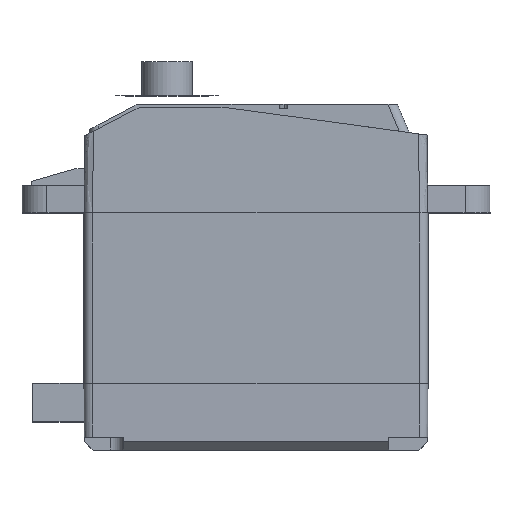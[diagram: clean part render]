
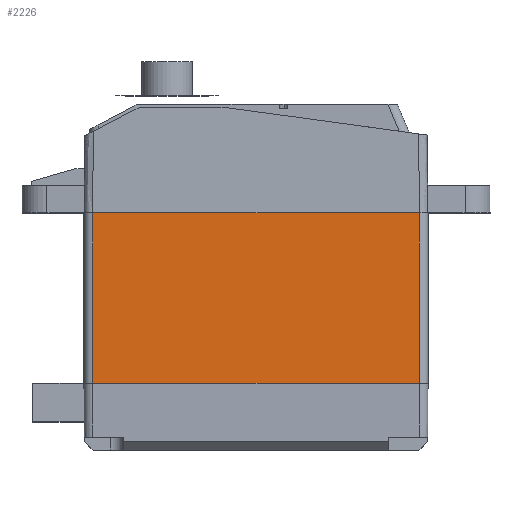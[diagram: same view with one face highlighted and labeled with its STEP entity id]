
A CAD part, top view. The second image highlights one B-rep face of the part: STEP entity #2226.
In plain terms, the highlighted planar face has unit normal (0, 0, 1).
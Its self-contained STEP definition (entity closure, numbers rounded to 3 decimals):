
#192=FACE_OUTER_BOUND('',#314,.T.);
#314=EDGE_LOOP('',(#1627,#1628,#1629,#1630));
#474=LINE('',#3342,#722);
#475=LINE('',#3345,#723);
#476=LINE('',#3347,#724);
#477=LINE('',#3348,#725);
#722=VECTOR('',#2703,10.);
#723=VECTOR('',#2706,10.);
#724=VECTOR('',#2707,10.);
#725=VECTOR('',#2708,10.);
#959=VERTEX_POINT('',#3338);
#960=VERTEX_POINT('',#3340);
#961=VERTEX_POINT('',#3344);
#962=VERTEX_POINT('',#3346);
#1210=EDGE_CURVE('',#959,#960,#474,.T.);
#1211=EDGE_CURVE('',#961,#959,#475,.T.);
#1212=EDGE_CURVE('',#962,#960,#476,.T.);
#1213=EDGE_CURVE('',#961,#962,#477,.T.);
#1627=ORIENTED_EDGE('',*,*,#1211,.T.);
#1628=ORIENTED_EDGE('',*,*,#1210,.T.);
#1629=ORIENTED_EDGE('',*,*,#1212,.F.);
#1630=ORIENTED_EDGE('',*,*,#1213,.F.);
#2132=PLANE('',#2389);
#2226=ADVANCED_FACE('',(#192),#2132,.T.);
#2389=AXIS2_PLACEMENT_3D('',#3343,#2704,#2705);
#2703=DIRECTION('',(0.,1.,0.));
#2704=DIRECTION('center_axis',(0.,0.,1.));
#2705=DIRECTION('ref_axis',(1.,0.,0.));
#2706=DIRECTION('',(1.,0.,0.));
#2707=DIRECTION('',(1.,0.,0.));
#2708=DIRECTION('',(0.,1.,0.));
#3338=CARTESIAN_POINT('',(39.13,7.8,0.1));
#3340=CARTESIAN_POINT('',(39.13,27.7,0.1));
#3342=CARTESIAN_POINT('',(39.13,7.8,0.1));
#3343=CARTESIAN_POINT('Origin',(0.93,7.8,0.1));
#3344=CARTESIAN_POINT('',(0.93,7.8,0.1));
#3345=CARTESIAN_POINT('',(0.93,7.8,0.1));
#3346=CARTESIAN_POINT('',(0.93,27.7,0.1));
#3347=CARTESIAN_POINT('',(0.93,27.7,0.1));
#3348=CARTESIAN_POINT('',(0.93,7.8,0.1));
